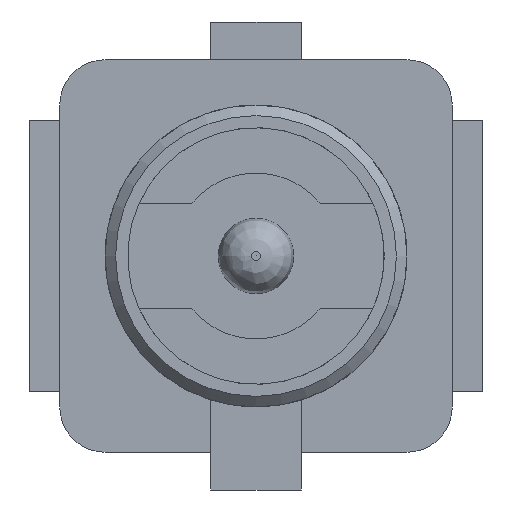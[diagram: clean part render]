
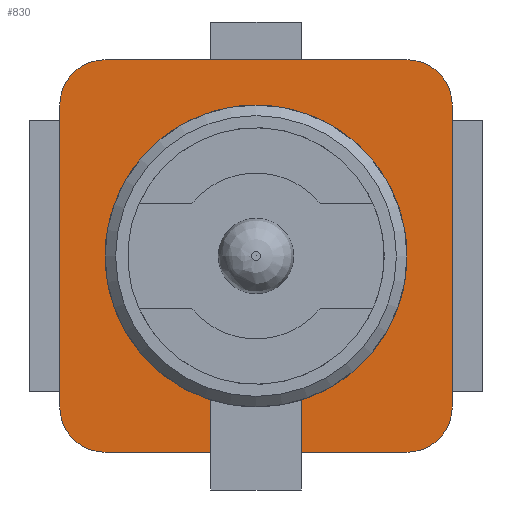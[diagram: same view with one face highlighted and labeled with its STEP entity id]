
A CAD part, front view. The second image highlights one B-rep face of the part: STEP entity #830.
In plain terms, the highlighted planar face has unit normal (0, -1, 0).
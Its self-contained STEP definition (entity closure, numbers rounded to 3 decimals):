
#77=CIRCLE('',#889,0.3);
#78=CIRCLE('',#890,0.3);
#79=CIRCLE('',#891,0.3);
#80=CIRCLE('',#892,0.3);
#81=CIRCLE('',#893,1.);
#110=FACE_OUTER_BOUND('',#158,.T.);
#158=EDGE_LOOP('',(#603,#604,#605,#606,#607,#608,#609,#610,#611,#612,#613,
#614));
#219=LINE('',#1213,#301);
#221=LINE('',#1219,#303);
#229=LINE('',#1236,#311);
#238=LINE('',#1255,#320);
#242=LINE('',#1263,#324);
#246=LINE('',#1280,#328);
#247=LINE('',#1283,#329);
#301=VECTOR('',#969,1.);
#303=VECTOR('',#973,1.);
#311=VECTOR('',#983,1.);
#320=VECTOR('',#994,1.);
#324=VECTOR('',#998,1.);
#328=VECTOR('',#1018,1.);
#329=VECTOR('',#1021,1.);
#377=VERTEX_POINT('',#1199);
#383=VERTEX_POINT('',#1211);
#385=VERTEX_POINT('',#1216);
#386=VERTEX_POINT('',#1218);
#393=VERTEX_POINT('',#1233);
#394=VERTEX_POINT('',#1235);
#402=VERTEX_POINT('',#1252);
#403=VERTEX_POINT('',#1254);
#406=VERTEX_POINT('',#1260);
#407=VERTEX_POINT('',#1262);
#412=VERTEX_POINT('',#1279);
#413=VERTEX_POINT('',#1281);
#461=EDGE_CURVE('',#377,#383,#219,.T.);
#463=EDGE_CURVE('',#386,#385,#221,.T.);
#471=EDGE_CURVE('',#394,#393,#229,.T.);
#480=EDGE_CURVE('',#403,#402,#238,.T.);
#484=EDGE_CURVE('',#407,#406,#242,.T.);
#490=EDGE_CURVE('',#402,#377,#77,.T.);
#491=EDGE_CURVE('',#383,#386,#78,.T.);
#492=EDGE_CURVE('',#385,#394,#79,.T.);
#493=EDGE_CURVE('',#393,#407,#80,.T.);
#494=EDGE_CURVE('',#412,#406,#246,.T.);
#495=EDGE_CURVE('',#412,#413,#81,.T.);
#496=EDGE_CURVE('',#413,#403,#247,.T.);
#603=ORIENTED_EDGE('',*,*,#480,.T.);
#604=ORIENTED_EDGE('',*,*,#490,.T.);
#605=ORIENTED_EDGE('',*,*,#461,.T.);
#606=ORIENTED_EDGE('',*,*,#491,.T.);
#607=ORIENTED_EDGE('',*,*,#463,.T.);
#608=ORIENTED_EDGE('',*,*,#492,.T.);
#609=ORIENTED_EDGE('',*,*,#471,.T.);
#610=ORIENTED_EDGE('',*,*,#493,.T.);
#611=ORIENTED_EDGE('',*,*,#484,.T.);
#612=ORIENTED_EDGE('',*,*,#494,.F.);
#613=ORIENTED_EDGE('',*,*,#495,.T.);
#614=ORIENTED_EDGE('',*,*,#496,.T.);
#798=PLANE('',#888);
#830=ADVANCED_FACE('',(#110),#798,.F.);
#888=AXIS2_PLACEMENT_3D('',#1274,#1008,#1009);
#889=AXIS2_PLACEMENT_3D('',#1275,#1010,#1011);
#890=AXIS2_PLACEMENT_3D('',#1276,#1012,#1013);
#891=AXIS2_PLACEMENT_3D('',#1277,#1014,#1015);
#892=AXIS2_PLACEMENT_3D('',#1278,#1016,#1017);
#893=AXIS2_PLACEMENT_3D('',#1282,#1019,#1020);
#969=DIRECTION('',(0.,0.,1.));
#973=DIRECTION('',(-1.,0.,0.));
#983=DIRECTION('',(0.,0.,-1.));
#994=DIRECTION('',(1.,0.,0.));
#998=DIRECTION('',(1.,0.,0.));
#1008=DIRECTION('center_axis',(0.,1.,0.));
#1009=DIRECTION('ref_axis',(-1.,0.,0.));
#1010=DIRECTION('center_axis',(0.,-1.,0.));
#1011=DIRECTION('ref_axis',(1.,0.,0.));
#1012=DIRECTION('center_axis',(0.,-1.,0.));
#1013=DIRECTION('ref_axis',(1.,0.,0.));
#1014=DIRECTION('center_axis',(0.,-1.,0.));
#1015=DIRECTION('ref_axis',(1.,0.,0.));
#1016=DIRECTION('center_axis',(0.,-1.,0.));
#1017=DIRECTION('ref_axis',(1.,0.,0.));
#1018=DIRECTION('',(0.,0.,-1.));
#1019=DIRECTION('center_axis',(0.,1.,0.));
#1020=DIRECTION('ref_axis',(-1.,0.,0.));
#1021=DIRECTION('',(0.,0.,-1.));
#1199=CARTESIAN_POINT('',(56.539,22.146,0.1));
#1211=CARTESIAN_POINT('',(56.539,22.146,2.1));
#1213=CARTESIAN_POINT('',(56.539,22.146,-0.2));
#1216=CARTESIAN_POINT('',(54.239,22.146,2.4));
#1218=CARTESIAN_POINT('',(56.239,22.146,2.4));
#1219=CARTESIAN_POINT('',(56.539,22.146,2.4));
#1233=CARTESIAN_POINT('',(53.939,22.146,0.1));
#1235=CARTESIAN_POINT('',(53.939,22.146,2.1));
#1236=CARTESIAN_POINT('',(53.939,22.146,2.4));
#1252=CARTESIAN_POINT('',(56.239,22.146,-0.2));
#1254=CARTESIAN_POINT('',(55.539,22.146,-0.2));
#1255=CARTESIAN_POINT('',(50.92,22.146,-0.2));
#1260=CARTESIAN_POINT('',(54.939,22.146,-0.2));
#1262=CARTESIAN_POINT('',(54.239,22.146,-0.2));
#1263=CARTESIAN_POINT('',(50.92,22.146,-0.2));
#1274=CARTESIAN_POINT('Origin',(50.92,22.146,0.899));
#1275=CARTESIAN_POINT('Origin',(56.239,22.146,0.1));
#1276=CARTESIAN_POINT('Origin',(56.239,22.146,2.1));
#1277=CARTESIAN_POINT('Origin',(54.239,22.146,2.1));
#1278=CARTESIAN_POINT('Origin',(54.239,22.146,0.1));
#1279=CARTESIAN_POINT('',(54.939,22.146,0.146));
#1280=CARTESIAN_POINT('',(54.939,22.146,0.899));
#1281=CARTESIAN_POINT('',(55.539,22.146,0.146));
#1282=CARTESIAN_POINT('Origin',(55.239,22.146,1.1));
#1283=CARTESIAN_POINT('',(55.539,22.146,0.899));
